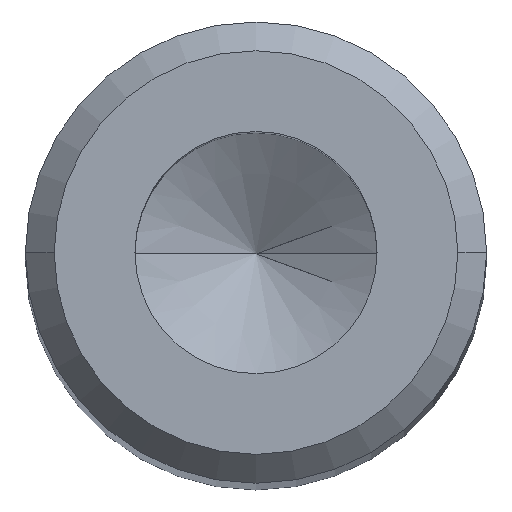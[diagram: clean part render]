
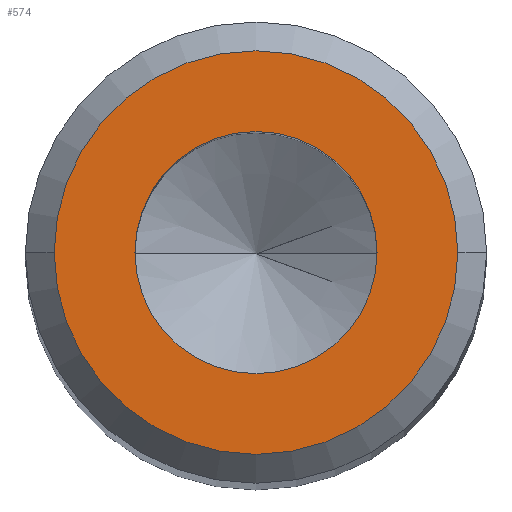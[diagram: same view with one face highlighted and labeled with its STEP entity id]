
A CAD part, top view. The second image highlights one B-rep face of the part: STEP entity #574.
In plain terms, the highlighted planar face has unit normal (0, 0, 1).
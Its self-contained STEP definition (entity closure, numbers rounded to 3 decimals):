
#19 = DIRECTION ( 'NONE',  ( 1., 0., 0. ) ) ;
#22 = ORIENTED_EDGE ( 'NONE', *, *, #124, .F. ) ;
#63 = DIRECTION ( 'NONE',  ( 0., 0., 1. ) ) ;
#65 = AXIS2_PLACEMENT_3D ( 'NONE', #195, #63, #19 ) ;
#86 = ORIENTED_EDGE ( 'NONE', *, *, #106, .T. ) ;
#92 = CARTESIAN_POINT ( 'NONE',  ( -2.1, 0., 0. ) ) ;
#106 = EDGE_CURVE ( 'NONE', #271, #494, #513, .T. ) ;
#118 = CARTESIAN_POINT ( 'NONE',  ( 0., 0., 0. ) ) ;
#122 = VERTEX_POINT ( 'NONE', #403 ) ;
#124 = EDGE_CURVE ( 'NONE', #122, #216, #298, .T. ) ;
#128 = EDGE_LOOP ( 'NONE', ( #354, #86 ) ) ;
#132 = DIRECTION ( 'NONE',  ( 0., 0., 1. ) ) ;
#152 = DIRECTION ( 'NONE',  ( 1., 0., 0. ) ) ;
#171 = AXIS2_PLACEMENT_3D ( 'NONE', #220, #496, #585 ) ;
#195 = CARTESIAN_POINT ( 'NONE',  ( 0., 0., 0. ) ) ;
#216 = VERTEX_POINT ( 'NONE', #92 ) ;
#217 = CIRCLE ( 'NONE', #253, 2.1 ) ;
#220 = CARTESIAN_POINT ( 'NONE',  ( 0., 0., 0. ) ) ;
#242 = CARTESIAN_POINT ( 'NONE',  ( -3.5, 0., 0. ) ) ;
#253 = AXIS2_PLACEMENT_3D ( 'NONE', #359, #132, #538 ) ;
#260 = ORIENTED_EDGE ( 'NONE', *, *, #375, .F. ) ;
#271 = VERTEX_POINT ( 'NONE', #282 ) ;
#273 = DIRECTION ( 'NONE',  ( 1., 0., 0. ) ) ;
#282 = CARTESIAN_POINT ( 'NONE',  ( 3.5, 0., 0. ) ) ;
#298 = CIRCLE ( 'NONE', #171, 2.1 ) ;
#307 = AXIS2_PLACEMENT_3D ( 'NONE', #118, #501, #273 ) ;
#344 = AXIS2_PLACEMENT_3D ( 'NONE', #387, #525, #152 ) ;
#354 = ORIENTED_EDGE ( 'NONE', *, *, #507, .T. ) ;
#359 = CARTESIAN_POINT ( 'NONE',  ( 0., 0., 0. ) ) ;
#375 = EDGE_CURVE ( 'NONE', #216, #122, #217, .T. ) ;
#387 = CARTESIAN_POINT ( 'NONE',  ( 0., 0., 0. ) ) ;
#401 = EDGE_LOOP ( 'NONE', ( #22, #260 ) ) ;
#403 = CARTESIAN_POINT ( 'NONE',  ( 2.1, 0., 0. ) ) ;
#433 = CIRCLE ( 'NONE', #65, 3.5 ) ;
#494 = VERTEX_POINT ( 'NONE', #242 ) ;
#496 = DIRECTION ( 'NONE',  ( 0., 0., 1. ) ) ;
#501 = DIRECTION ( 'NONE',  ( 0., 0., 1. ) ) ;
#507 = EDGE_CURVE ( 'NONE', #494, #271, #433, .T. ) ;
#513 = CIRCLE ( 'NONE', #344, 3.5 ) ;
#525 = DIRECTION ( 'NONE',  ( 0., 0., 1. ) ) ;
#529 = FACE_BOUND ( 'NONE', #401, .T. ) ;
#538 = DIRECTION ( 'NONE',  ( 1., 0., 0. ) ) ;
#571 = PLANE ( 'NONE',  #307 ) ;
#574 = ADVANCED_FACE ( 'NONE', ( #529, #575 ), #571, .T. ) ;
#575 = FACE_OUTER_BOUND ( 'NONE', #128, .T. ) ;
#585 = DIRECTION ( 'NONE',  ( 1., 0., 0. ) ) ;
